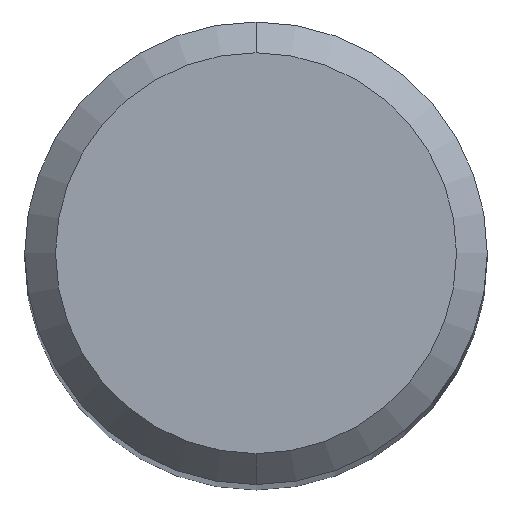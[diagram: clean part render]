
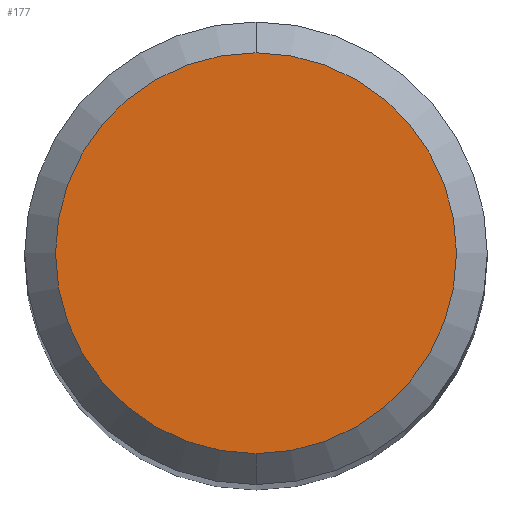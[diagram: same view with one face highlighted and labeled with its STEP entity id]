
A CAD part, top view. The second image highlights one B-rep face of the part: STEP entity #177.
In plain terms, the highlighted planar face has unit normal (0, 0, 1).
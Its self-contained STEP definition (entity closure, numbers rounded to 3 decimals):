
#177=ADVANCED_FACE('',(#484),#485,.T.);
#179=VERTEX_POINT('',#487);
#191=EDGE_CURVE('',#455,#179,#500,.T.);
#271=EDGE_CURVE('',#179,#455,#589,.T.);
#455=VERTEX_POINT('',#792);
#484=FACE_OUTER_BOUND('',#813,.T.);
#485=PLANE('',#814);
#487=CARTESIAN_POINT('',(0.,-2.6,0.0));
#500=CIRCLE('',#840,2.6);
#589=CIRCLE('',#956,2.6);
#792=CARTESIAN_POINT('',(0.0,2.6,0.0));
#813=EDGE_LOOP('',(#1446,#1447));
#814=AXIS2_PLACEMENT_3D('',#1448,#1449,#1450);
#840=AXIS2_PLACEMENT_3D('',#1473,#1474,#1475);
#956=AXIS2_PLACEMENT_3D('',#1570,#1571,#1572);
#1446=ORIENTED_EDGE('',*,*,#191,.F.);
#1447=ORIENTED_EDGE('',*,*,#271,.F.);
#1448=CARTESIAN_POINT('',(0.0,1.3,0.0));
#1449=DIRECTION('',(-0.0,0.0,1.0));
#1450=DIRECTION('',(0.0,-1.0,0.0));
#1473=CARTESIAN_POINT('',(0.0,0.0,0.0));
#1474=DIRECTION('',(0.0,0.0,-1.0));
#1475=DIRECTION('',(0.0,1.0,0.0));
#1570=CARTESIAN_POINT('',(0.0,0.0,0.0));
#1571=DIRECTION('',(0.0,0.0,-1.0));
#1572=DIRECTION('',(0.0,1.0,0.0));
